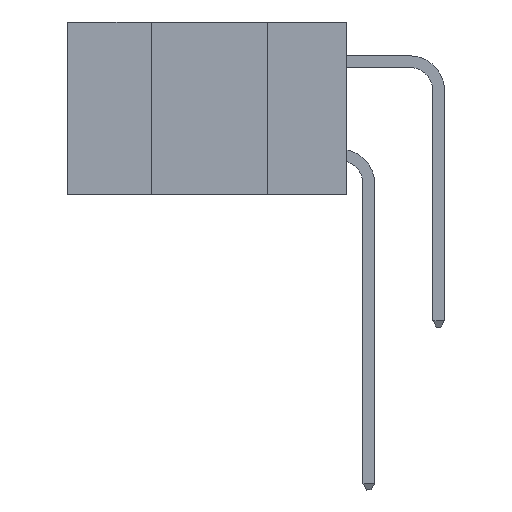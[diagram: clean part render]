
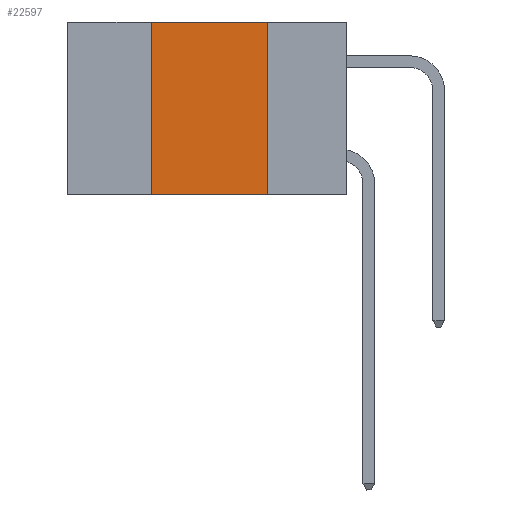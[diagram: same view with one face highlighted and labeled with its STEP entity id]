
A CAD part, left-side view. The second image highlights one B-rep face of the part: STEP entity #22597.
In plain terms, the highlighted planar face has unit normal (-1, 0, 0).
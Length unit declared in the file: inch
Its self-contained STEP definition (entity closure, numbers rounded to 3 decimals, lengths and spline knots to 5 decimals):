
#1099 = VECTOR ( 'NONE', #22438, 39.37008 ) ;
#1128 = ORIENTED_EDGE ( 'NONE', *, *, #3307, .F. ) ;
#2564 = DIRECTION ( 'NONE',  ( 0., -1., 0. ) ) ;
#3307 = EDGE_CURVE ( 'NONE', #16697, #25254, #4626, .T. ) ;
#4428 = EDGE_LOOP ( 'NONE', ( #1128, #6249, #18352, #16904 ) ) ;
#4626 = LINE ( 'NONE', #9507, #25391 ) ;
#5024 = EDGE_CURVE ( 'NONE', #15378, #18493, #18517, .T. ) ;
#6249 = ORIENTED_EDGE ( 'NONE', *, *, #16515, .F. ) ;
#7472 = CARTESIAN_POINT ( 'NONE',  ( 0., 0.6, 0. ) ) ;
#7920 = CARTESIAN_POINT ( 'NONE',  ( 0., 0.6, 0. ) ) ;
#8682 = LINE ( 'NONE', #25389, #20542 ) ;
#9405 = CARTESIAN_POINT ( 'NONE',  ( 0., 0.42, 0. ) ) ;
#9507 = CARTESIAN_POINT ( 'NONE',  ( 0., 0.17, 0. ) ) ;
#9735 = AXIS2_PLACEMENT_3D ( 'NONE', #7472, #31811, #20977 ) ;
#11079 = CARTESIAN_POINT ( 'NONE',  ( 0., 0.17, -0.37 ) ) ;
#12683 = DIRECTION ( 'NONE',  ( 0., 0., -1. ) ) ;
#13685 = LINE ( 'NONE', #7920, #30694 ) ;
#15378 = VERTEX_POINT ( 'NONE', #21088 ) ;
#15526 = EDGE_CURVE ( 'NONE', #15378, #25254, #8682, .T. ) ;
#16515 = EDGE_CURVE ( 'NONE', #18493, #16697, #13685, .T. ) ;
#16697 = VERTEX_POINT ( 'NONE', #22128 ) ;
#16904 = ORIENTED_EDGE ( 'NONE', *, *, #15526, .T. ) ;
#18352 = ORIENTED_EDGE ( 'NONE', *, *, #5024, .F. ) ;
#18493 = VERTEX_POINT ( 'NONE', #27386 ) ;
#18517 = LINE ( 'NONE', #9405, #1099 ) ;
#20542 = VECTOR ( 'NONE', #33660, 39.37008 ) ;
#20977 = DIRECTION ( 'NONE',  ( 0., 0., -1. ) ) ;
#21088 = CARTESIAN_POINT ( 'NONE',  ( 0., 0.42, -0.37 ) ) ;
#22128 = CARTESIAN_POINT ( 'NONE',  ( 0., 0.17, 0. ) ) ;
#22438 = DIRECTION ( 'NONE',  ( 0., 0., 1. ) ) ;
#22597 = ADVANCED_FACE ( 'NONE', ( #22991 ), #26551, .F. ) ;
#22991 = FACE_OUTER_BOUND ( 'NONE', #4428, .T. ) ;
#25254 = VERTEX_POINT ( 'NONE', #11079 ) ;
#25389 = CARTESIAN_POINT ( 'NONE',  ( 0., 0.6, -0.37 ) ) ;
#25391 = VECTOR ( 'NONE', #12683, 39.37008 ) ;
#26551 = PLANE ( 'NONE',  #9735 ) ;
#27386 = CARTESIAN_POINT ( 'NONE',  ( 0., 0.42, 0. ) ) ;
#30694 = VECTOR ( 'NONE', #2564, 39.37008 ) ;
#31811 = DIRECTION ( 'NONE',  ( 1., 0., 0. ) ) ;
#33660 = DIRECTION ( 'NONE',  ( 0., -1., 0. ) ) ;
